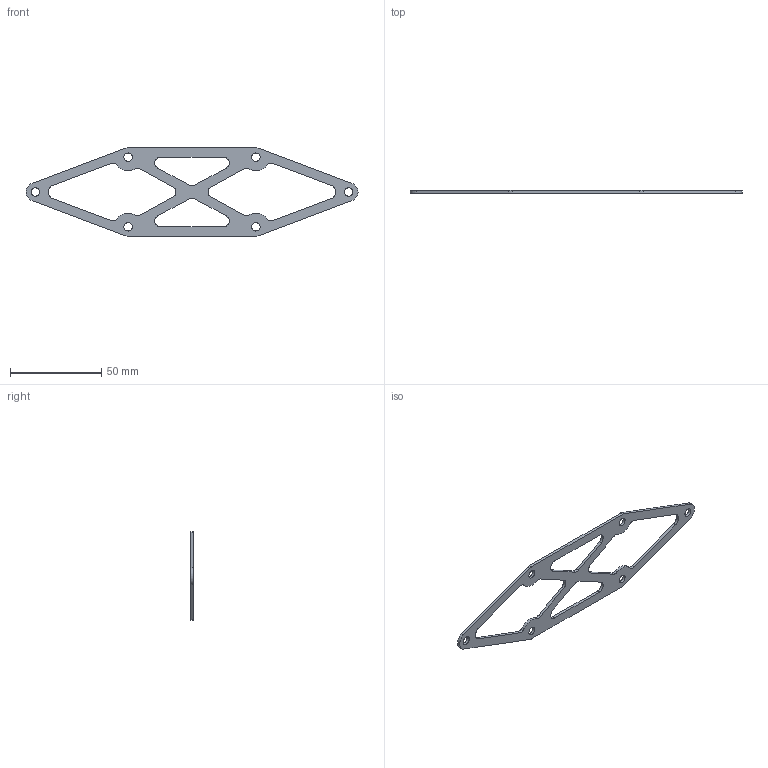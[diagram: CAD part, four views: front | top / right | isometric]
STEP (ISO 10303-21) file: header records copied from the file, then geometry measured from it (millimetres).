
FILE_DESCRIPTION(/* description */ (''),/* implementation_level */ '2;1');
FILE_NAME(/* name */ 'Tank mount (delrin).step',/* time_stamp */ '2024-06-27T21:48:38-05:00',/* author */ (''),/* organization */ (''),/* preprocessor_version */ 'ST-DEVELOPER v20',/* originating_system */ 'Autodesk Translation Framework v13.14.0.145',/* authorisation */ '');
FILE_SCHEMA (('AUTOMOTIVE_DESIGN { 1 0 10303 214 3 1 1 }'));
Length unit declared in the file: metre
Products named in the file (1): tank mount delrin v2 -pocket_delrin
Bounding box: 181.61 x 1.59 x 48.26 mm (x, y, z)
Volume: 4596.4 mm3; surface area: 7350 mm2
Topology: 1 solids, 1 shells, 60 faces, 174 edges, 116 vertices
Faces by surface type: cylinder 38, plane 22
Full cylindrical faces by diameter (mm): 4.623 x6
Entity records: 2094 total; most frequent: DIRECTION 372, CARTESIAN_POINT 351, ORIENTED_EDGE 348, EDGE_CURVE 174, AXIS2_PLACEMENT_3D 137, VERTEX_POINT 116, LINE 98, VECTOR 98
